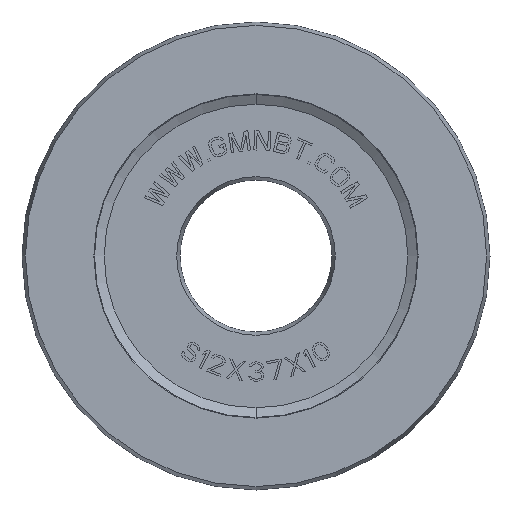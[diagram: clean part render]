
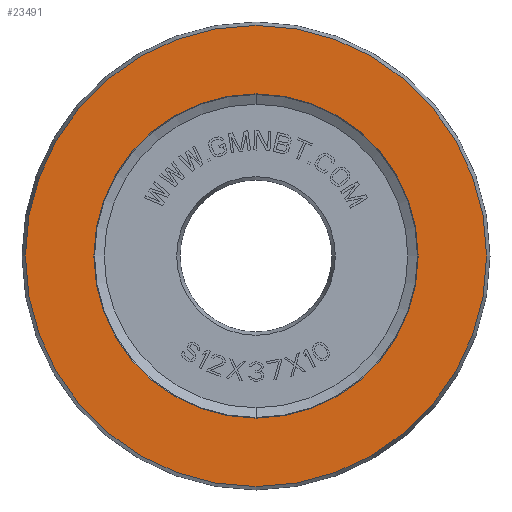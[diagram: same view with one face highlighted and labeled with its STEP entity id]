
A CAD part, front view. The second image highlights one B-rep face of the part: STEP entity #23491.
In plain terms, the highlighted planar face has unit normal (0, -1, 0).
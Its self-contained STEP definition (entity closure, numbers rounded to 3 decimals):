
#22764=CARTESIAN_POINT('',(0.,-5.,0.));
#22765=DIRECTION('',(0.,1.,0.));
#22766=DIRECTION('',(0.,0.,-1.));
#22767=AXIS2_PLACEMENT_3D('',#22764,#22765,#22766);
#22772=CARTESIAN_POINT('',(0.,-5.,0.));
#22773=DIRECTION('',(0.,-1.,0.));
#22774=DIRECTION('',(0.,0.,-1.));
#22775=AXIS2_PLACEMENT_3D('',#22772,#22773,#22774);
#22787=CARTESIAN_POINT('',(0.,-5.,0.));
#22788=DIRECTION('',(0.,-1.,0.));
#22789=DIRECTION('',(0.,0.,-1.));
#22790=AXIS2_PLACEMENT_3D('',#22787,#22788,#22789);
#22802=CARTESIAN_POINT('',(0.,-5.,0.));
#22803=DIRECTION('',(0.,1.,0.));
#22804=DIRECTION('',(0.,0.,-1.));
#22805=AXIS2_PLACEMENT_3D('',#22802,#22803,#22804);
#23168=CARTESIAN_POINT('',(0.,-5.,-12.816));
#23169=VERTEX_POINT('',#23168);
#23170=CARTESIAN_POINT('',(0.,-5.,-18.232));
#23172=VERTEX_POINT('',#23170);
#23212=CARTESIAN_POINT('',(0.,-5.,12.816));
#23213=VERTEX_POINT('',#23212);
#23214=CARTESIAN_POINT('',(0.,-5.,18.232));
#23216=VERTEX_POINT('',#23214);
#23476=CARTESIAN_POINT('',(0.,-5.,0.));
#23477=DIRECTION('',(0.,1.,0.));
#23478=DIRECTION('',(0.,0.,-1.));
#23479=AXIS2_PLACEMENT_3D('',#23476,#23477,#23478);
#23480=PLANE('',#23479);
#23482=ORIENTED_EDGE('',*,*,#23481,.F.);
#23484=ORIENTED_EDGE('',*,*,#23483,.T.);
#23485=EDGE_LOOP('',(#23482,#23484));
#23486=FACE_OUTER_BOUND('',#23485,.F.);
#23487=ORIENTED_EDGE('',*,*,#23469,.F.);
#23488=ORIENTED_EDGE('',*,*,#23458,.T.);
#23489=EDGE_LOOP('',(#23487,#23488));
#23490=FACE_BOUND('',#23489,.F.);
#22768=CIRCLE('',#22767,12.816);
#22776=CIRCLE('',#22775,12.816);
#22791=CIRCLE('',#22790,18.232);
#22806=CIRCLE('',#22805,18.232);
#23458=EDGE_CURVE('',#23169,#23213,#22776,.T.);
#23469=EDGE_CURVE('',#23169,#23213,#22768,.T.);
#23481=EDGE_CURVE('',#23172,#23216,#22791,.T.);
#23483=EDGE_CURVE('',#23172,#23216,#22806,.T.);
#23491=ADVANCED_FACE('',(#23486,#23490),#23480,.F.);
